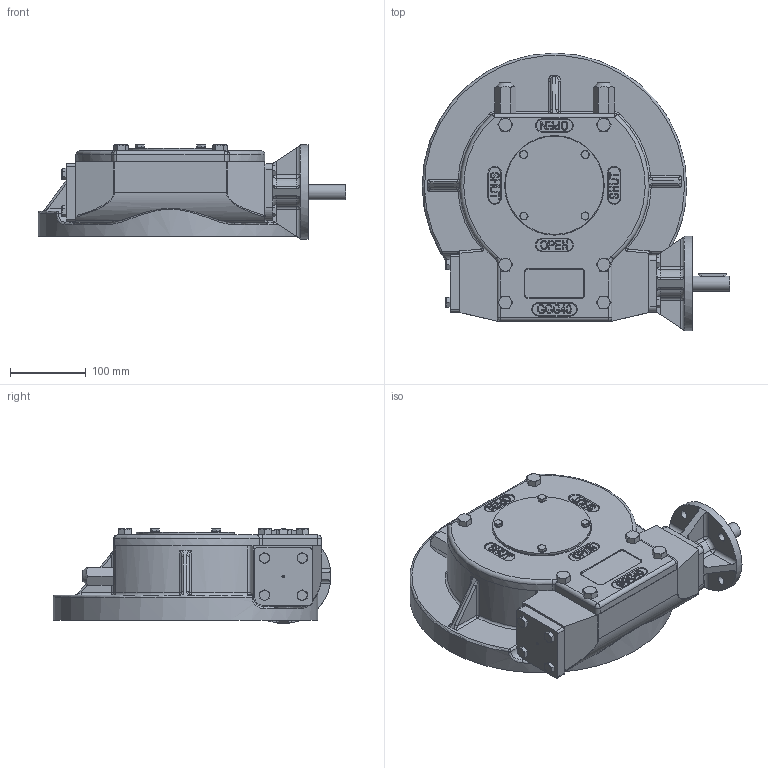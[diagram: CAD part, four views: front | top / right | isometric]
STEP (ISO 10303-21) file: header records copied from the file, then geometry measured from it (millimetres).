
FILE_DESCRIPTION( ( 'Unknown' ), '1' );
FILE_NAME( 'E 1950G BU LB L.stp', 'Unknown', ( 'Unknown' ), ( 'Unknown' ), 'XStep 1.0', 'Unknown', ' ' );
FILE_SCHEMA( ( 'automotive_design' ) );
Length unit declared in the file: millimetre
Products named in the file (1): 22E0Z10000001
Bounding box: 407 x 367.5 x 125.47 mm (x, y, z)
Volume: 6380152.7 mm3; surface area: 673115.8 mm2
Topology: 1 solids, 23 shells, 1401 faces, 3604 edges, 2225 vertices
Faces by surface type: plane 545, cylinder 363, cone 192, torus 178, sphere 56, bspline 43, extrusion 24
Full cylindrical faces by diameter (mm): 4.917 x2, 6 x4, 7 x4, 8 x4, 8.376 x12, 9 x4, 10 x10, 11 x10, 14 x2, 20 x1, 22 x2, 28 x2, 30 x1, 32 x2, 35 x2, 70 x1, 95.75 x1, 99 x1, 100 x2, 110 x2, 125 x1, 130 x1, 350 x1
Entity records: 63159 total; most frequent: CARTESIAN_POINT 20339, ORIENTED_EDGE 6754, DIRECTION 6227, EDGE_CURVE 3377, AXIS2_PLACEMENT_3D 2570, VERTEX_POINT 2169, EDGE_LOOP 1591, FACE_OUTER_BOUND 1484
